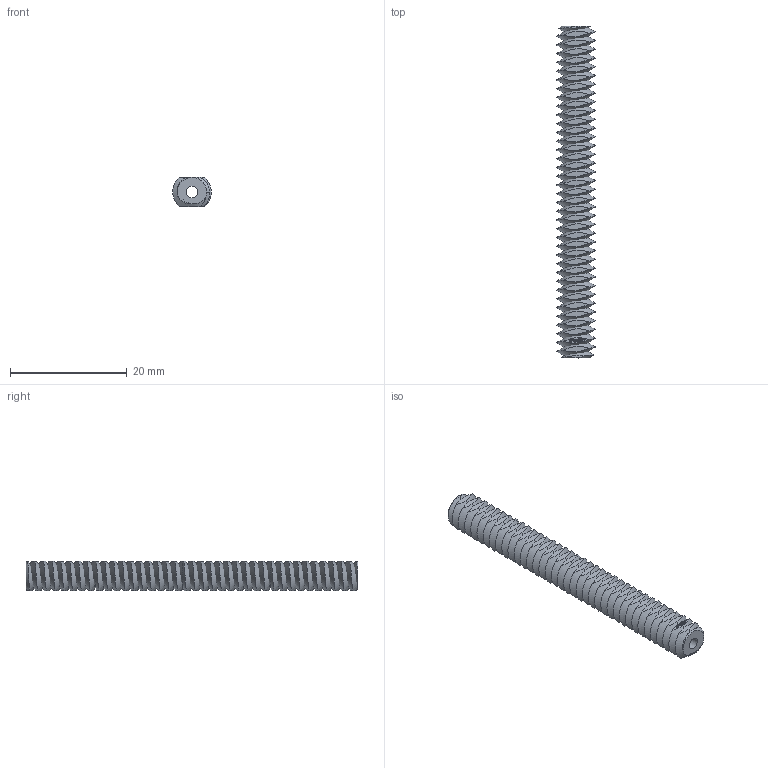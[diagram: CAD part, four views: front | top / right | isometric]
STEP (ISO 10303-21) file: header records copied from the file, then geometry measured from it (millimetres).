
FILE_DESCRIPTION(('FreeCAD Model'),'2;1');
FILE_NAME('Open CASCADE Shape Model','2023-11-29T16:44:22',(''),(''), 'Open CASCADE STEP processor 7.6','FreeCAD','Unknown');
FILE_SCHEMA(('AUTOMOTIVE_DESIGN { 1 0 10303 214 1 1 1 1 }'));
Products named in the file (1): Threaded Rod FL-RH BU03.75 - SPN-THR-0015 (stemfie.org)
Bounding box: 6.59 x 56.88 x 5 mm (x, y, z)
Volume: 1035.6 mm3; surface area: 2065.9 mm2
Topology: 1 solids, 1 shells, 621 faces, 1721 edges, 1133 vertices
Faces by surface type: plane 394, extrusion 136, bspline 84, cone 6, cylinder 1
Full cylindrical faces by diameter (mm): 2 x1
Entity records: 69233 total; most frequent: CARTESIAN_POINT 37709, DIRECTION 4584, VECTOR 3742, LINE 3606, ORIENTED_EDGE 3442, PCURVE 3442, DEFINITIONAL_REPRESENTATION 3442, EDGE_CURVE 1721
